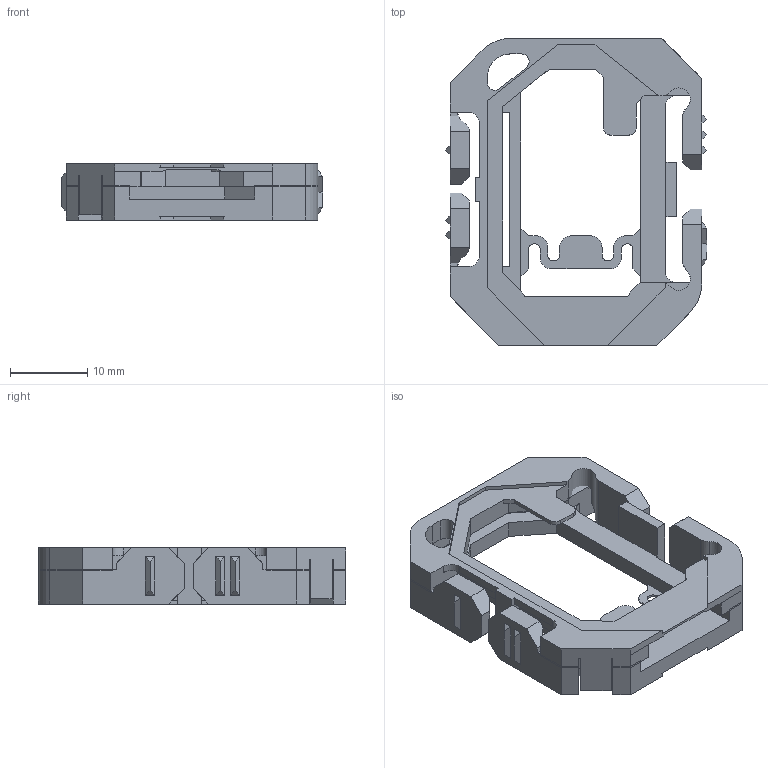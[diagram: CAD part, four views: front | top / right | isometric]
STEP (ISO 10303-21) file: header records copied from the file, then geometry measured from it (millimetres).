
FILE_DESCRIPTION(/* description */ (''),/* implementation_level */ '2;1');
FILE_NAME(/* name */ 'USB_duck_v2_CASE.step',/* time_stamp */ '2024-11-16T16:23:26+03:00',/* author */ (''),/* organization */ (''),/* preprocessor_version */ 'ST-DEVELOPER v20',/* originating_system */ 'Autodesk Translation Framework v13.20.0.188',/* authorisation */ '');
FILE_SCHEMA (('AUTOMOTIVE_DESIGN { 1 0 10303 214 3 1 1 }'));
Length unit declared in the file: millimetre
Products named in the file (1): USB_duck_v2
Bounding box: 33.76 x 39.7 x 7.3 mm (x, y, z)
Volume: 3126.5 mm3; surface area: 4686.6 mm2
Topology: 2 solids, 2 shells, 328 faces, 939 edges, 621 vertices
Faces by surface type: plane 278, cylinder 48, bspline 2
Full cylindrical faces by diameter (mm): 2.2 x1, 2.4 x1
Entity records: 10636 total; most frequent: CARTESIAN_POINT 1899, ORIENTED_EDGE 1878, DIRECTION 1705, EDGE_CURVE 939, LINE 827, VECTOR 827, VERTEX_POINT 621, AXIS2_PLACEMENT_3D 439
